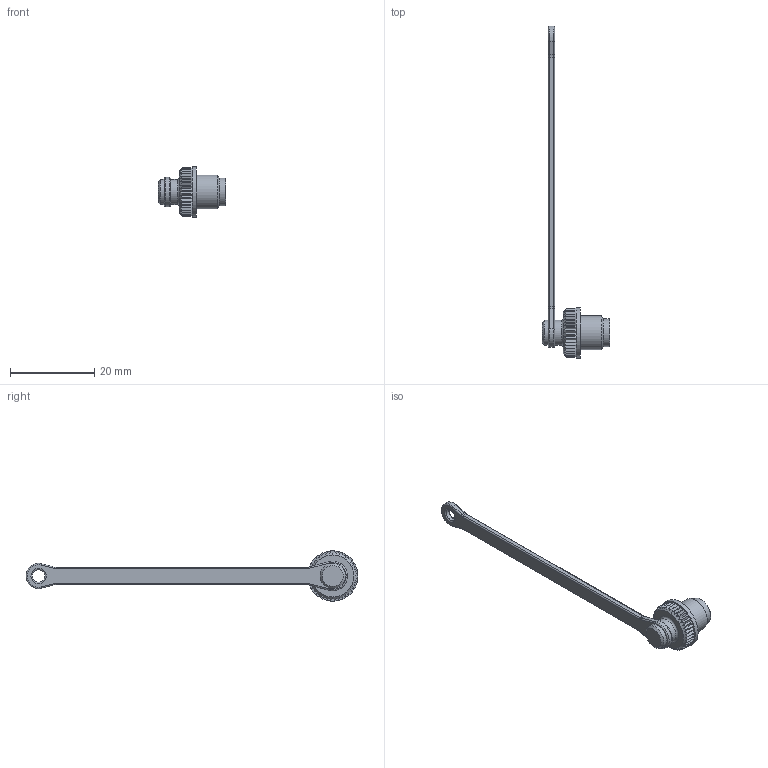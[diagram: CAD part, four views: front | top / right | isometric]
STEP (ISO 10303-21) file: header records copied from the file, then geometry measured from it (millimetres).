
FILE_DESCRIPTION(/* description */ (''),/* implementation_level */ '2;1');
FILE_NAME(/* name */ '08_2843_000_000_001_00.stp',/* time_stamp */ '2014-07-28T13:02:07+02:00',/* author */ (''),/* organization */ (''),/* preprocessor_version */ 'ST-DEVELOPER v14',/* originating_system */ 'SIEMENS PLM Software NX 8.0',/* authorisation */ '');
FILE_SCHEMA (('AP203_CONFIGURATION_CONTROLLED_3D_DESIGN_OF_MECHANICAL_PARTS_AND_ASSEMBLIES_MIM_LF { 1 0 10303 403 2 1 2}'));
Length unit declared in the file: millimetre
Products named in the file (1): cerl0C3483EFer8s
Bounding box: 16 x 78.99 x 12 mm (x, y, z)
Volume: 1016.6 mm3; surface area: 1594.6 mm2
Topology: 1 solids, 1 shells, 181 faces, 487 edges, 314 vertices
Faces by surface type: plane 94, cylinder 65, torus 16, cone 6
Full cylindrical faces by diameter (mm): 3 x1, 5.8 x1, 6 x2, 6.6 x1, 8 x1, 12 x1
Entity records: 5720 total; most frequent: CARTESIAN_POINT 1200, ORIENTED_EDGE 934, DIRECTION 902, EDGE_CURVE 467, AXIS2_PLACEMENT_3D 333, VERTEX_POINT 311, LINE 236, VECTOR 236
